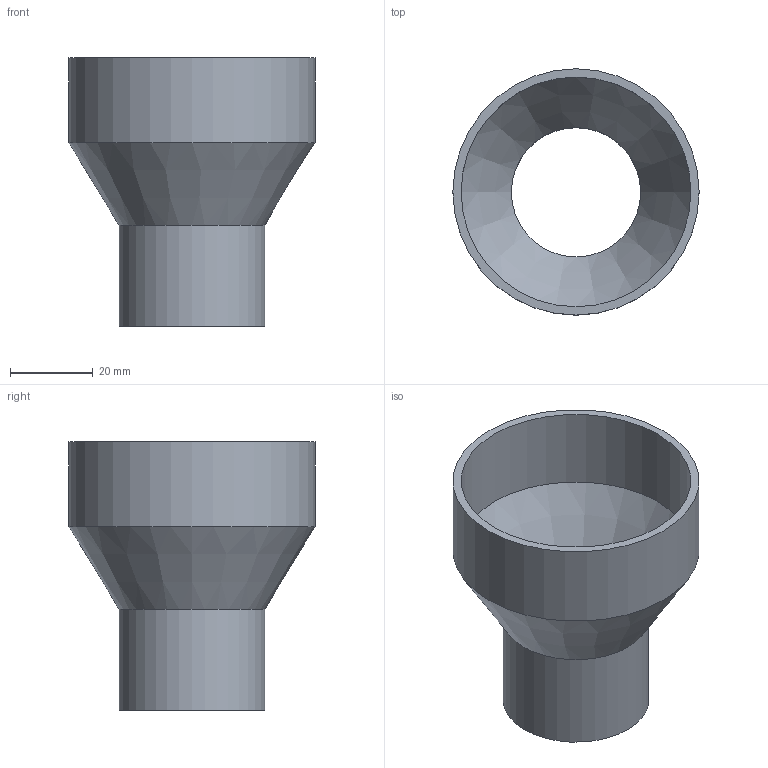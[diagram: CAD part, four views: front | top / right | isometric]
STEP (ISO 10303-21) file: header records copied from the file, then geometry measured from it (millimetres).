
FILE_DESCRIPTION(/* description */ (''),/* implementation_level */ '2;1');
FILE_NAME(/* name */ 'b084e5ea-d25b-4ac5-bb7b-29afae4c3315.stp',/* time_stamp */ '2018-08-20T14:39:33+00:00',/* author */ (''),/* organization */ (''),/* preprocessor_version */ 'ST-DEVELOPER v17',/* originating_system */ 'Autodesk Translation Framework v7.1.0.215',/* authorisation */ '');
FILE_SCHEMA (('AUTOMOTIVE_DESIGN { 1 0 10303 214 3 1 1 }'));
Length unit declared in the file: millimetre
Products named in the file (1): Adapter_Staubsauger_v2
Bounding box: 59.6 x 59.6 x 65 mm (x, y, z)
Volume: 19194.5 mm3; surface area: 19765.6 mm2
Topology: 1 solids, 1 shells, 8 faces, 15 edges, 9 vertices
Faces by surface type: cylinder 4, cone 2, plane 2
Full cylindrical faces by diameter (mm): 31.3 x1, 35.3 x1, 55.6 x1, 59.6 x1
Entity records: 248 total; most frequent: DIRECTION 42, CARTESIAN_POINT 33, ORIENTED_EDGE 30, AXIS2_PLACEMENT_3D 18, EDGE_CURVE 15, EDGE_LOOP 10, CIRCLE 9, VERTEX_POINT 9
